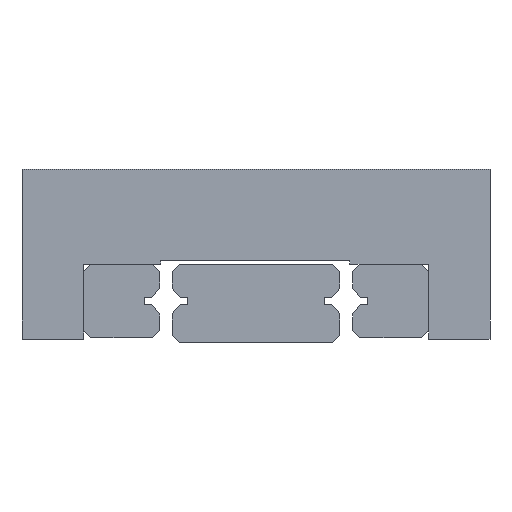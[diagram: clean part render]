
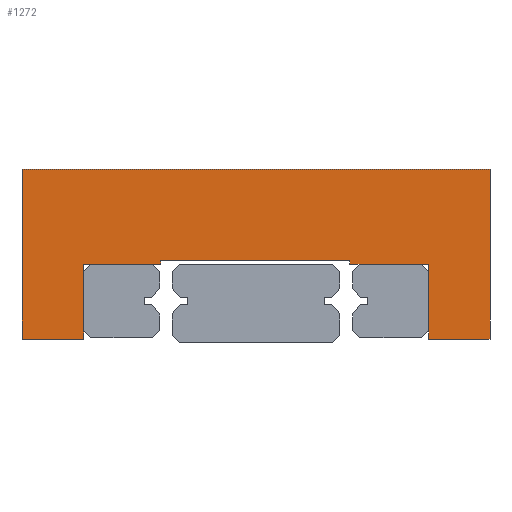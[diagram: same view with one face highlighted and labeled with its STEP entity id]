
A CAD part, front view. The second image highlights one B-rep face of the part: STEP entity #1272.
In plain terms, the highlighted planar face has unit normal (0, -1, 0).
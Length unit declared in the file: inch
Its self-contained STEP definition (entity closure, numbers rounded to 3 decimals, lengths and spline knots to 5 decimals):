
#778=CARTESIAN_POINT('',(-0.20343,-2.1655,-0.02133));
#779=VERTEX_POINT('',#778);
#786=CARTESIAN_POINT('',(-0.36852,-2.1655,-0.02133));
#787=VERTEX_POINT('',#786);
#788=CARTESIAN_POINT('',(-0.20343,-2.1655,-0.02133));
#789=DIRECTION('',(-1.0,0.0,0.0));
#790=VECTOR('',#789,0.16508);
#791=LINE('',#788,#790);
#792=EDGE_CURVE('',#779,#787,#791,.T.);
#826=CARTESIAN_POINT('',(0.36875,-2.1655,-0.02133));
#827=VERTEX_POINT('',#826);
#834=CARTESIAN_POINT('',(0.2007,-2.1655,-0.02133));
#835=VERTEX_POINT('',#834);
#836=CARTESIAN_POINT('',(0.36875,-2.1655,-0.02133));
#837=DIRECTION('',(-1.0,0.0,0.0));
#838=VECTOR('',#837,0.16805);
#839=LINE('',#836,#838);
#840=EDGE_CURVE('',#827,#835,#839,.T.);
#952=CARTESIAN_POINT('',(0.5,-2.1655,0.18125));
#953=VERTEX_POINT('',#952);
#960=CARTESIAN_POINT('',(0.5,-2.1655,-0.18125));
#961=VERTEX_POINT('',#960);
#962=CARTESIAN_POINT('',(0.5,-2.1655,0.18125));
#963=DIRECTION('',(0.0,0.0,-1.0));
#964=VECTOR('',#963,0.3625);
#965=LINE('',#962,#964);
#966=EDGE_CURVE('',#953,#961,#965,.T.);
#990=CARTESIAN_POINT('',(-0.5,-2.1655,0.18125));
#991=VERTEX_POINT('',#990);
#998=CARTESIAN_POINT('',(-0.5,-2.1655,0.18125));
#999=DIRECTION('',(1.0,0.0,0.0));
#1000=VECTOR('',#999,1.0);
#1001=LINE('',#998,#1000);
#1002=EDGE_CURVE('',#991,#953,#1001,.T.);
#1037=CARTESIAN_POINT('',(-0.5,-2.1655,-0.18125));
#1038=VERTEX_POINT('',#1037);
#1045=CARTESIAN_POINT('',(-0.5,-2.1655,-0.18125));
#1046=DIRECTION('',(0.0,0.0,1.0));
#1047=VECTOR('',#1046,0.3625);
#1048=LINE('',#1045,#1047);
#1049=EDGE_CURVE('',#1038,#991,#1048,.T.);
#1068=CARTESIAN_POINT('',(-0.36852,-2.1655,-0.18125));
#1069=VERTEX_POINT('',#1068);
#1076=CARTESIAN_POINT('',(-0.36852,-2.1655,-0.18125));
#1077=DIRECTION('',(-1.0,0.0,0.0));
#1078=VECTOR('',#1077,0.13148);
#1079=LINE('',#1076,#1078);
#1080=EDGE_CURVE('',#1069,#1038,#1079,.T.);
#1102=CARTESIAN_POINT('',(-0.36852,-2.1655,-0.02133));
#1103=DIRECTION('',(0.0,0.0,-1.0));
#1104=VECTOR('',#1103,0.15992);
#1105=LINE('',#1102,#1104);
#1106=EDGE_CURVE('',#787,#1069,#1105,.T.);
#1125=CARTESIAN_POINT('',(-0.20343,-2.1655,-0.01375));
#1126=VERTEX_POINT('',#1125);
#1133=CARTESIAN_POINT('',(-0.20343,-2.1655,-0.01375));
#1134=DIRECTION('',(0.0,0.0,-1.0));
#1135=VECTOR('',#1134,0.00758);
#1136=LINE('',#1133,#1135);
#1137=EDGE_CURVE('',#1126,#779,#1136,.T.);
#1156=CARTESIAN_POINT('',(0.2007,-2.1655,-0.01375));
#1157=VERTEX_POINT('',#1156);
#1164=CARTESIAN_POINT('',(0.2007,-2.1655,-0.01375));
#1165=DIRECTION('',(-1.0,0.0,0.0));
#1166=VECTOR('',#1165,0.40413);
#1167=LINE('',#1164,#1166);
#1168=EDGE_CURVE('',#1157,#1126,#1167,.T.);
#1186=CARTESIAN_POINT('',(0.2007,-2.1655,-0.02133));
#1187=DIRECTION('',(0.0,0.0,1.0));
#1188=VECTOR('',#1187,0.00758);
#1189=LINE('',#1186,#1188);
#1190=EDGE_CURVE('',#835,#1157,#1189,.T.);
#1209=CARTESIAN_POINT('',(0.36875,-2.1655,-0.18125));
#1210=VERTEX_POINT('',#1209);
#1217=CARTESIAN_POINT('',(0.36875,-2.1655,-0.18125));
#1218=DIRECTION('',(0.0,0.0,1.0));
#1219=VECTOR('',#1218,0.15992);
#1220=LINE('',#1217,#1219);
#1221=EDGE_CURVE('',#1210,#827,#1220,.T.);
#1243=CARTESIAN_POINT('',(0.5,-2.1655,-0.18125));
#1244=DIRECTION('',(-1.0,0.0,0.0));
#1245=VECTOR('',#1244,0.13125);
#1246=LINE('',#1243,#1245);
#1247=EDGE_CURVE('',#961,#1210,#1246,.T.);
#1253=CARTESIAN_POINT('',(0.00001,-2.1655,0.02886));
#1254=DIRECTION('',(0.0,1.0,0.0));
#1255=DIRECTION('',(0.0,0.0,1.0));
#1256=AXIS2_PLACEMENT_3D('',#1253,#1254,#1255);
#1257=PLANE('',#1256);
#1258=ORIENTED_EDGE('',*,*,#1247,.F.);
#1259=ORIENTED_EDGE('',*,*,#966,.F.);
#1260=ORIENTED_EDGE('',*,*,#1002,.F.);
#1261=ORIENTED_EDGE('',*,*,#1049,.F.);
#1262=ORIENTED_EDGE('',*,*,#1080,.F.);
#1263=ORIENTED_EDGE('',*,*,#1106,.F.);
#1264=ORIENTED_EDGE('',*,*,#792,.F.);
#1265=ORIENTED_EDGE('',*,*,#1137,.F.);
#1266=ORIENTED_EDGE('',*,*,#1168,.F.);
#1267=ORIENTED_EDGE('',*,*,#1190,.F.);
#1268=ORIENTED_EDGE('',*,*,#840,.F.);
#1269=ORIENTED_EDGE('',*,*,#1221,.F.);
#1270=EDGE_LOOP('',(#1258,#1259,#1260,#1261,#1262,#1263,#1264,#1265,#1266,#1267,#1268,#1269));
#1271=FACE_OUTER_BOUND('',#1270,.T.);
#1272=ADVANCED_FACE('',(#1271),#1257,.F.);
